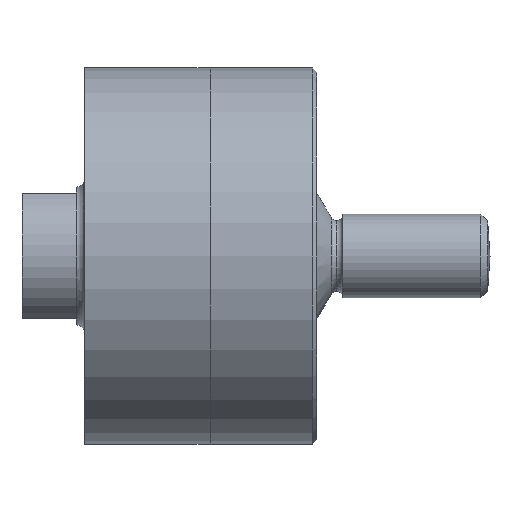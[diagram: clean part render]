
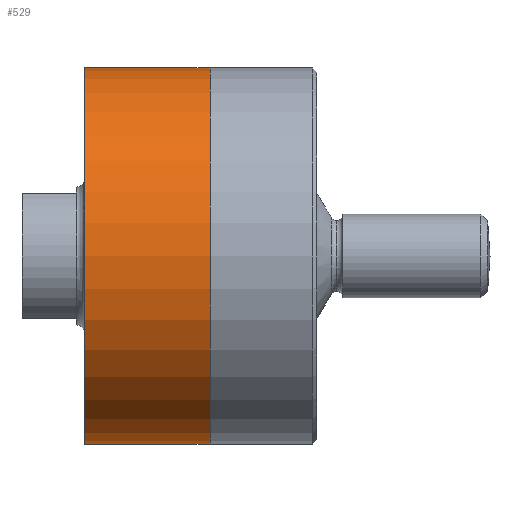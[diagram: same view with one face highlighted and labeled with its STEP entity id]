
A CAD part, left-side view. The second image highlights one B-rep face of the part: STEP entity #529.
In plain terms, the highlighted cylindrical face has radius 45 mm (diameter 90 mm), a full revolution.
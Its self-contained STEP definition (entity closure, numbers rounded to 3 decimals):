
#529 = ADVANCED_FACE( '', ( #1062, #1063 ), #1064, .T. );
#1062 = FACE_OUTER_BOUND( '', #1590, .T. );
#1063 = FACE_OUTER_BOUND( '', #1591, .T. );
#1064 = CYLINDRICAL_SURFACE( '', #1592, 45. );
#1590 = EDGE_LOOP( '', ( #2527 ) );
#1591 = EDGE_LOOP( '', ( #2528 ) );
#1592 = AXIS2_PLACEMENT_3D( '', #2529, #2530, #2531 );
#2527 = ORIENTED_EDGE( '', *, *, #3099, .T. );
#2528 = ORIENTED_EDGE( '', *, *, #3008, .F. );
#2529 = CARTESIAN_POINT( '', ( 0., -60., 0. ) );
#2530 = DIRECTION( '', ( 0., 1., 0. ) );
#2531 = DIRECTION( '', ( 0., 0., -1. ) );
#3008 = EDGE_CURVE( '', #3542, #3542, #3543, .T. );
#3099 = EDGE_CURVE( '', #3658, #3658, #3659, .T. );
#3542 = VERTEX_POINT( '', #4868 );
#3543 = CIRCLE( '', #4869, 45. );
#3658 = VERTEX_POINT( '', #5247 );
#3659 = CIRCLE( '', #5248, 45. );
#4868 = CARTESIAN_POINT( '', ( 0., -45., -45. ) );
#4869 = AXIS2_PLACEMENT_3D( '', #5635, #5636, #5637 );
#5247 = CARTESIAN_POINT( '', ( 0., -15., -45. ) );
#5248 = AXIS2_PLACEMENT_3D( '', #5687, #5688, #5689 );
#5635 = CARTESIAN_POINT( '', ( 0., -45., 0. ) );
#5636 = DIRECTION( '', ( 0., -1., 0. ) );
#5637 = DIRECTION( '', ( 0., 0., -1. ) );
#5687 = CARTESIAN_POINT( '', ( 0., -15., 0. ) );
#5688 = DIRECTION( '', ( 0., -1., 0. ) );
#5689 = DIRECTION( '', ( 0., 0., -1. ) );
